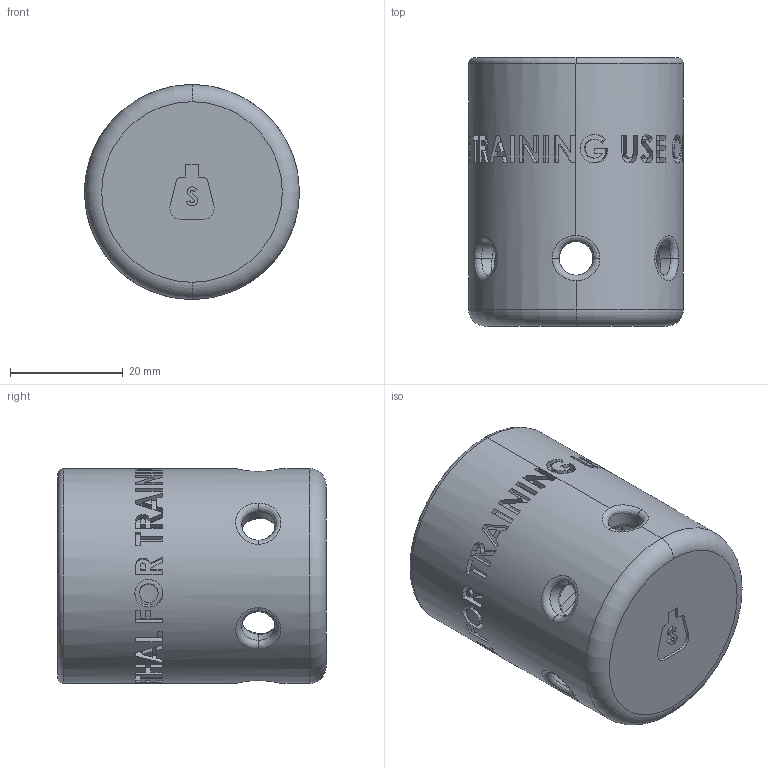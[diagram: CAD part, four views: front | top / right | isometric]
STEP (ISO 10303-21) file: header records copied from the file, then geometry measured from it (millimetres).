
FILE_DESCRIPTION (( 'STEP AP214' ), '1' );
FILE_NAME ('DS388.STEP', '2025-05-27T18:41:27', ( '' ), ( '' ), 'SwSTEP 2.0', 'SolidWorks 2025', '' );
FILE_SCHEMA (( 'AUTOMOTIVE_DESIGN' ));
Length unit declared in the file: millimetre
Products named in the file (1): DS388
Bounding box: 38 x 47.5 x 38 mm (x, y, z)
Volume: 24281.9 mm3; surface area: 12738.6 mm2
Topology: 1 solids, 1 shells, 402 faces, 1094 edges, 727 vertices
Faces by surface type: bspline 308, cylinder 64, plane 20, torus 6, cone 4
Entity records: 33237 total; most frequent: CARTESIAN_POINT 25843, ORIENTED_EDGE 2188, EDGE_CURVE 1094, B_SPLINE_CURVE_WITH_KNOTS 932, VERTEX_POINT 727, EDGE_LOOP 447, FACE_OUTER_BOUND 402, ADVANCED_FACE 402
